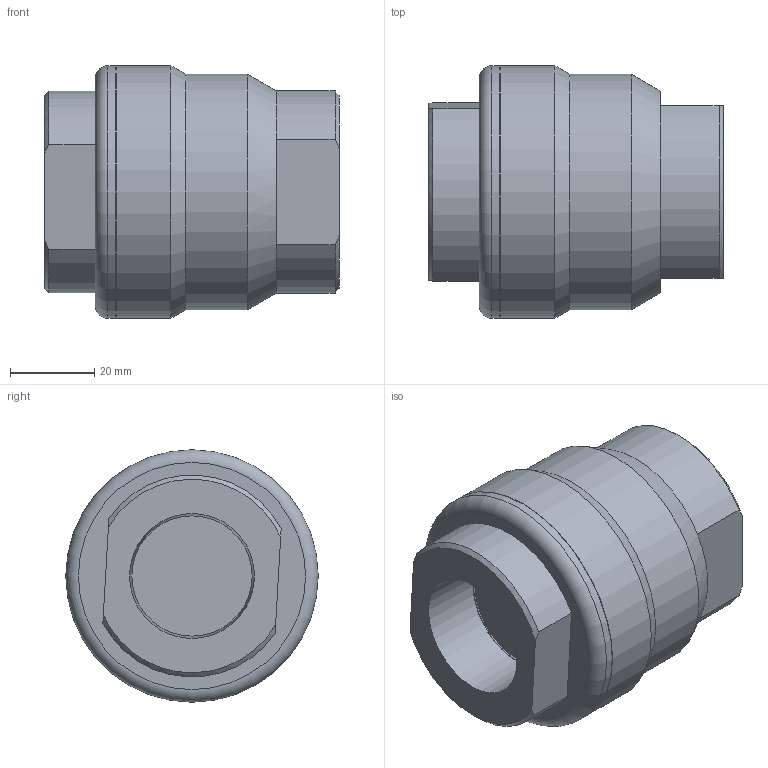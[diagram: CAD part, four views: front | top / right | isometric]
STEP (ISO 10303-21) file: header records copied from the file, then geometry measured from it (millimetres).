
FILE_DESCRIPTION((''),'2;1');
FILE_NAME('ck3m0-025-screw-00.stp','2009-11-17T09:51:37',('nakaot'),(''),'Autodesk Inventor 2008','Autodesk Inventor 2008','');
FILE_SCHEMA(('AUTOMOTIVE_DESIGN { 1 0 10303 214 1 1 1 1 }'));
Length unit declared in the file: millimetre
Products named in the file (1): ck3m0-025-screw-00
Bounding box: 70 x 60 x 60 mm (x, y, z)
Volume: 135707.1 mm3; surface area: 22074.9 mm2
Topology: 1 solids, 1 shells, 34 faces, 69 edges, 44 vertices
Faces by surface type: plane 11, bspline 8, cylinder 8, cone 6, torus 1
Full cylindrical faces by diameter (mm): 40 x1, 56 x1, 60 x2
Entity records: 884 total; most frequent: CARTESIAN_POINT 227, DIRECTION 132, ORIENTED_EDGE 110, AXIS2_PLACEMENT_3D 58, EDGE_CURVE 55, EDGE_LOOP 52, VERTEX_POINT 41, FACE_OUTER_BOUND 34
